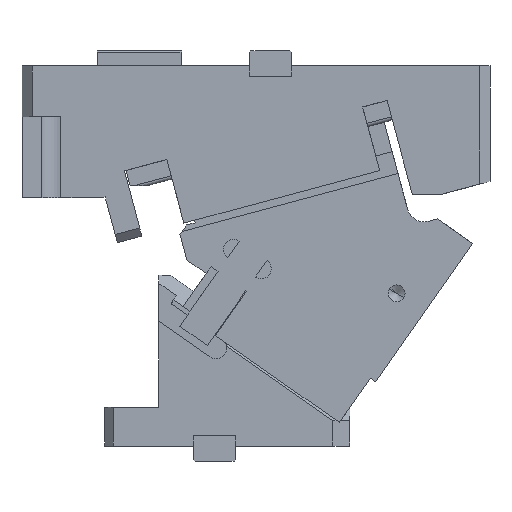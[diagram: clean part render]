
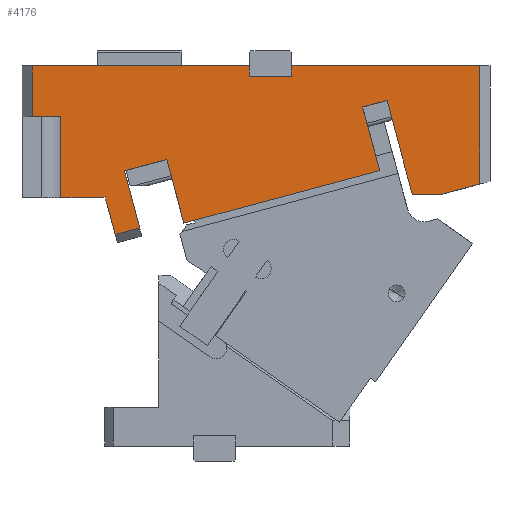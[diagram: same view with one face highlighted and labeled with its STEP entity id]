
A CAD part, front view. The second image highlights one B-rep face of the part: STEP entity #4176.
In plain terms, the highlighted planar face has unit normal (0, -1, 0).
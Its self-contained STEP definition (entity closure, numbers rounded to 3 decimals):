
#435=CARTESIAN_POINT('Vertex',(-43.,-30.,195.)) ;
#438=CARTESIAN_POINT('Line Origine',(-43.,-30.,210.)) ;
#442=CARTESIAN_POINT('Vertex',(-43.,-30.,225.)) ;
#475=CARTESIAN_POINT('Vertex',(85.5,-30.,225.)) ;
#478=CARTESIAN_POINT('Line Origine',(85.5,-30.,222.)) ;
#482=CARTESIAN_POINT('Vertex',(85.5,-30.,219.)) ;
#1177=CARTESIAN_POINT('Vertex',(-26.,-30.,195.)) ;
#1180=CARTESIAN_POINT('Line Origine',(-34.5,-30.,195.)) ;
#1218=CARTESIAN_POINT('Line Origine',(157.663,-30.,181.859)) ;
#1222=CARTESIAN_POINT('Vertex',(162.71,-30.,163.023)) ;
#1224=CARTESIAN_POINT('Vertex',(152.616,-30.,200.694)) ;
#1290=CARTESIAN_POINT('Line Origine',(104.755,-30.,147.494)) ;
#1294=CARTESIAN_POINT('Vertex',(46.799,-30.,131.965)) ;
#1356=CARTESIAN_POINT('Line Origine',(41.752,-30.,150.8)) ;
#1360=CARTESIAN_POINT('Vertex',(36.705,-30.,169.636)) ;
#1388=CARTESIAN_POINT('Vertex',(11.591,-30.,162.907)) ;
#1474=CARTESIAN_POINT('Vertex',(167.105,-30.,204.577)) ;
#1477=CARTESIAN_POINT('Line Origine',(159.861,-30.,202.635)) ;
#1501=CARTESIAN_POINT('Line Origine',(24.148,-30.,166.271)) ;
#1541=CARTESIAN_POINT('Line Origine',(16.12,-30.,146.003)) ;
#1545=CARTESIAN_POINT('Vertex',(20.65,-30.,129.099)) ;
#1581=CARTESIAN_POINT('Line Origine',(13.405,-30.,127.158)) ;
#1585=CARTESIAN_POINT('Vertex',(6.161,-30.,125.217)) ;
#1612=CARTESIAN_POINT('Line Origine',(3.184,-30.,136.325)) ;
#1616=CARTESIAN_POINT('Vertex',(0.208,-30.,147.433)) ;
#1659=CARTESIAN_POINT('Line Origine',(-0.6,-30.,147.217)) ;
#1663=CARTESIAN_POINT('Vertex',(-1.409,-30.,147.)) ;
#1704=CARTESIAN_POINT('Line Origine',(-13.705,-30.,147.)) ;
#1708=CARTESIAN_POINT('Vertex',(-26.,-30.,147.)) ;
#1799=CARTESIAN_POINT('Line Origine',(-26.,-30.,171.)) ;
#1816=CARTESIAN_POINT('Line Origine',(98.,-30.,219.)) ;
#1820=CARTESIAN_POINT('Vertex',(110.5,-30.,219.)) ;
#1931=CARTESIAN_POINT('Vertex',(222.,-30.,155.098)) ;
#1934=CARTESIAN_POINT('Line Origine',(210.62,-30.,152.049)) ;
#1938=CARTESIAN_POINT('Vertex',(199.24,-30.,149.)) ;
#2108=CARTESIAN_POINT('Line Origine',(190.619,-30.,149.)) ;
#2112=CARTESIAN_POINT('Vertex',(181.997,-30.,149.)) ;
#2157=CARTESIAN_POINT('Line Origine',(174.551,-30.,176.788)) ;
#4123=CARTESIAN_POINT('Axis2P3D Location',(217.76,-30.,119.85)) ;
#4128=CARTESIAN_POINT('Line Origine',(222.,-30.,190.049)) ;
#4132=CARTESIAN_POINT('Vertex',(222.,-30.,225.)) ;
#4135=CARTESIAN_POINT('Line Origine',(166.25,-30.,225.)) ;
#4139=CARTESIAN_POINT('Vertex',(110.5,-30.,225.)) ;
#4142=CARTESIAN_POINT('Line Origine',(110.5,-30.,222.)) ;
#4147=CARTESIAN_POINT('Line Origine',(21.25,-30.,225.)) ;
#439=DIRECTION('Vector Direction',(0.,0.,-1.)) ;
#479=DIRECTION('Vector Direction',(0.,0.,1.)) ;
#1181=DIRECTION('Vector Direction',(-1.,0.,0.)) ;
#1219=DIRECTION('Vector Direction',(-0.259,0.,0.966)) ;
#1291=DIRECTION('Vector Direction',(0.966,0.,0.259)) ;
#1357=DIRECTION('Vector Direction',(0.259,0.,-0.966)) ;
#1478=DIRECTION('Vector Direction',(0.966,0.,0.259)) ;
#1502=DIRECTION('Vector Direction',(0.966,0.,0.259)) ;
#1542=DIRECTION('Vector Direction',(0.259,0.,-0.966)) ;
#1582=DIRECTION('Vector Direction',(0.966,0.,0.259)) ;
#1613=DIRECTION('Vector Direction',(0.259,0.,-0.966)) ;
#1660=DIRECTION('Vector Direction',(-0.966,0.,-0.259)) ;
#1705=DIRECTION('Vector Direction',(1.,0.,0.)) ;
#1800=DIRECTION('Vector Direction',(0.,0.,-1.)) ;
#1817=DIRECTION('Vector Direction',(-1.,0.,0.)) ;
#1935=DIRECTION('Vector Direction',(-0.966,0.,-0.259)) ;
#2109=DIRECTION('Vector Direction',(1.,0.,0.)) ;
#2158=DIRECTION('Vector Direction',(-0.259,0.,0.966)) ;
#4124=DIRECTION('Axis2P3D Direction',(0.,1.,0.)) ;
#4125=DIRECTION('Axis2P3D XDirection',(0.,0.,1.)) ;
#4129=DIRECTION('Vector Direction',(0.,0.,1.)) ;
#4136=DIRECTION('Vector Direction',(-1.,0.,0.)) ;
#4143=DIRECTION('Vector Direction',(0.,0.,1.)) ;
#4148=DIRECTION('Vector Direction',(-1.,0.,0.)) ;
#4126=AXIS2_PLACEMENT_3D('Plane Axis2P3D',#4123,#4124,#4125) ;
#4153=ORIENTED_EDGE('',*,*,#1481,.T.) ;
#4154=ORIENTED_EDGE('',*,*,#2161,.F.) ;
#4155=ORIENTED_EDGE('',*,*,#2114,.T.) ;
#4156=ORIENTED_EDGE('',*,*,#1940,.F.) ;
#4157=ORIENTED_EDGE('',*,*,#4134,.T.) ;
#4158=ORIENTED_EDGE('',*,*,#4141,.T.) ;
#4159=ORIENTED_EDGE('',*,*,#4146,.F.) ;
#4160=ORIENTED_EDGE('',*,*,#1822,.T.) ;
#4161=ORIENTED_EDGE('',*,*,#484,.T.) ;
#4162=ORIENTED_EDGE('',*,*,#4151,.T.) ;
#4163=ORIENTED_EDGE('',*,*,#444,.T.) ;
#4164=ORIENTED_EDGE('',*,*,#1184,.F.) ;
#4165=ORIENTED_EDGE('',*,*,#1803,.T.) ;
#4166=ORIENTED_EDGE('',*,*,#1710,.T.) ;
#4167=ORIENTED_EDGE('',*,*,#1665,.F.) ;
#4168=ORIENTED_EDGE('',*,*,#1618,.T.) ;
#4169=ORIENTED_EDGE('',*,*,#1587,.T.) ;
#4170=ORIENTED_EDGE('',*,*,#1547,.F.) ;
#4171=ORIENTED_EDGE('',*,*,#1505,.T.) ;
#4172=ORIENTED_EDGE('',*,*,#1362,.T.) ;
#4173=ORIENTED_EDGE('',*,*,#1296,.T.) ;
#4174=ORIENTED_EDGE('',*,*,#1226,.T.) ;
#440=VECTOR('Line Direction',#439,1.) ;
#480=VECTOR('Line Direction',#479,1.) ;
#1182=VECTOR('Line Direction',#1181,1.) ;
#1220=VECTOR('Line Direction',#1219,1.) ;
#1292=VECTOR('Line Direction',#1291,1.) ;
#1358=VECTOR('Line Direction',#1357,1.) ;
#1479=VECTOR('Line Direction',#1478,1.) ;
#1503=VECTOR('Line Direction',#1502,1.) ;
#1543=VECTOR('Line Direction',#1542,1.) ;
#1583=VECTOR('Line Direction',#1582,1.) ;
#1614=VECTOR('Line Direction',#1613,1.) ;
#1661=VECTOR('Line Direction',#1660,1.) ;
#1706=VECTOR('Line Direction',#1705,1.) ;
#1801=VECTOR('Line Direction',#1800,1.) ;
#1818=VECTOR('Line Direction',#1817,1.) ;
#1936=VECTOR('Line Direction',#1935,1.) ;
#2110=VECTOR('Line Direction',#2109,1.) ;
#2159=VECTOR('Line Direction',#2158,1.) ;
#4130=VECTOR('Line Direction',#4129,1.) ;
#4137=VECTOR('Line Direction',#4136,1.) ;
#4144=VECTOR('Line Direction',#4143,1.) ;
#4149=VECTOR('Line Direction',#4148,1.) ;
#4176=ADVANCED_FACE('CAM HOLDER',(#4175),#4127,.F.) ;
#444=EDGE_CURVE('',#443,#436,#441,.T.) ;
#484=EDGE_CURVE('',#483,#476,#481,.T.) ;
#1184=EDGE_CURVE('',#1178,#436,#1183,.T.) ;
#1226=EDGE_CURVE('',#1223,#1225,#1221,.T.) ;
#1296=EDGE_CURVE('',#1295,#1223,#1293,.T.) ;
#1362=EDGE_CURVE('',#1361,#1295,#1359,.T.) ;
#1481=EDGE_CURVE('',#1225,#1475,#1480,.T.) ;
#1505=EDGE_CURVE('',#1389,#1361,#1504,.T.) ;
#1547=EDGE_CURVE('',#1389,#1546,#1544,.T.) ;
#1587=EDGE_CURVE('',#1586,#1546,#1584,.T.) ;
#1618=EDGE_CURVE('',#1617,#1586,#1615,.T.) ;
#1665=EDGE_CURVE('',#1617,#1664,#1662,.T.) ;
#1710=EDGE_CURVE('',#1709,#1664,#1707,.T.) ;
#1803=EDGE_CURVE('',#1178,#1709,#1802,.T.) ;
#1822=EDGE_CURVE('',#1821,#483,#1819,.T.) ;
#1940=EDGE_CURVE('',#1932,#1939,#1937,.T.) ;
#2114=EDGE_CURVE('',#2113,#1939,#2111,.T.) ;
#2161=EDGE_CURVE('',#2113,#1475,#2160,.T.) ;
#4134=EDGE_CURVE('',#1932,#4133,#4131,.T.) ;
#4141=EDGE_CURVE('',#4133,#4140,#4138,.T.) ;
#4146=EDGE_CURVE('',#1821,#4140,#4145,.T.) ;
#4151=EDGE_CURVE('',#476,#443,#4150,.T.) ;
#4152=EDGE_LOOP('',(#4153,#4154,#4155,#4156,#4157,#4158,#4159,#4160,#4161,#4162,#4163,#4164,#4165,#4166,#4167,#4168,#4169,#4170,#4171,#4172,#4173,#4174)) ;
#4175=FACE_OUTER_BOUND('',#4152,.T.) ;
#441=LINE('Line',#438,#440) ;
#481=LINE('Line',#478,#480) ;
#1183=LINE('Line',#1180,#1182) ;
#1221=LINE('Line',#1218,#1220) ;
#1293=LINE('Line',#1290,#1292) ;
#1359=LINE('Line',#1356,#1358) ;
#1480=LINE('Line',#1477,#1479) ;
#1504=LINE('Line',#1501,#1503) ;
#1544=LINE('Line',#1541,#1543) ;
#1584=LINE('Line',#1581,#1583) ;
#1615=LINE('Line',#1612,#1614) ;
#1662=LINE('Line',#1659,#1661) ;
#1707=LINE('Line',#1704,#1706) ;
#1802=LINE('Line',#1799,#1801) ;
#1819=LINE('Line',#1816,#1818) ;
#1937=LINE('Line',#1934,#1936) ;
#2111=LINE('Line',#2108,#2110) ;
#2160=LINE('Line',#2157,#2159) ;
#4131=LINE('Line',#4128,#4130) ;
#4138=LINE('Line',#4135,#4137) ;
#4145=LINE('Line',#4142,#4144) ;
#4150=LINE('Line',#4147,#4149) ;
#4127=PLANE('Plane',#4126) ;
#436=VERTEX_POINT('',#435) ;
#443=VERTEX_POINT('',#442) ;
#476=VERTEX_POINT('',#475) ;
#483=VERTEX_POINT('',#482) ;
#1178=VERTEX_POINT('',#1177) ;
#1223=VERTEX_POINT('',#1222) ;
#1225=VERTEX_POINT('',#1224) ;
#1295=VERTEX_POINT('',#1294) ;
#1361=VERTEX_POINT('',#1360) ;
#1389=VERTEX_POINT('',#1388) ;
#1475=VERTEX_POINT('',#1474) ;
#1546=VERTEX_POINT('',#1545) ;
#1586=VERTEX_POINT('',#1585) ;
#1617=VERTEX_POINT('',#1616) ;
#1664=VERTEX_POINT('',#1663) ;
#1709=VERTEX_POINT('',#1708) ;
#1821=VERTEX_POINT('',#1820) ;
#1932=VERTEX_POINT('',#1931) ;
#1939=VERTEX_POINT('',#1938) ;
#2113=VERTEX_POINT('',#2112) ;
#4133=VERTEX_POINT('',#4132) ;
#4140=VERTEX_POINT('',#4139) ;
